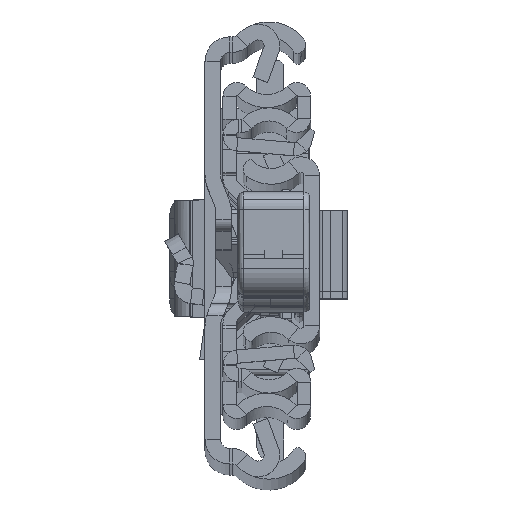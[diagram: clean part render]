
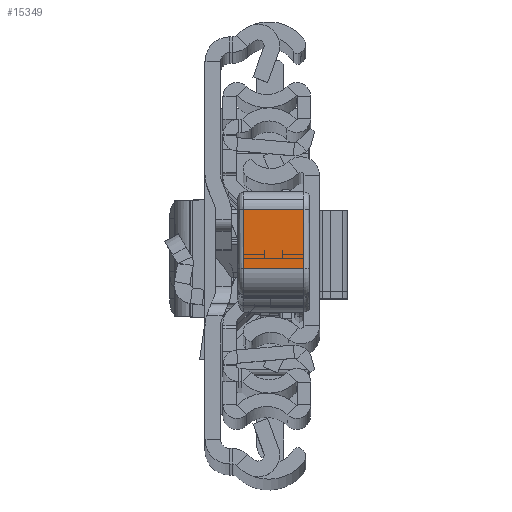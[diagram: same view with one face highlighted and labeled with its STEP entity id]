
A CAD part, top view. The second image highlights one B-rep face of the part: STEP entity #15349.
In plain terms, the highlighted face is planar.
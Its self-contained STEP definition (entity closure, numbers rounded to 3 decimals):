
#2149 = LINE ( 'NONE', #23118, #34485 ) ;
#3233 = ORIENTED_EDGE ( 'NONE', *, *, #20641, .F. ) ;
#3667 = CARTESIAN_POINT ( 'NONE',  ( 39.55, -12.274, -11. ) ) ;
#3801 = AXIS2_PLACEMENT_3D ( 'NONE', #30700, #36086, #4324 ) ;
#3874 = LINE ( 'NONE', #3667, #23507 ) ;
#4151 = EDGE_LOOP ( 'NONE', ( #3233, #21599, #23263, #12392 ) ) ;
#4324 = DIRECTION ( 'NONE',  ( -0.027, -1., 0. ) ) ;
#8239 = DIRECTION ( 'NONE',  ( 0., 0., -1. ) ) ;
#9902 = CARTESIAN_POINT ( 'NONE',  ( 39.818, -2.465, 0. ) ) ;
#10416 = EDGE_CURVE ( 'NONE', #28303, #36376, #2149, .T. ) ;
#11195 = DIRECTION ( 'NONE',  ( 0.027, 1., 0. ) ) ;
#12392 = ORIENTED_EDGE ( 'NONE', *, *, #10416, .F. ) ;
#15349 = ADVANCED_FACE ( 'NONE', ( #27630 ), #18351, .F. ) ;
#18351 = PLANE ( 'NONE',  #3801 ) ;
#18673 = EDGE_CURVE ( 'NONE', #26760, #28907, #19404, .T. ) ;
#19404 = LINE ( 'NONE', #25617, #29502 ) ;
#20641 = EDGE_CURVE ( 'NONE', #28907, #28303, #3874, .T. ) ;
#21599 = ORIENTED_EDGE ( 'NONE', *, *, #18673, .F. ) ;
#22848 = LINE ( 'NONE', #34605, #28135 ) ;
#23118 = CARTESIAN_POINT ( 'NONE',  ( 39.55, -12.274, 0. ) ) ;
#23263 = ORIENTED_EDGE ( 'NONE', *, *, #27583, .F. ) ;
#23507 = VECTOR ( 'NONE', #23912, 1000. ) ;
#23912 = DIRECTION ( 'NONE',  ( 0., 0., 1. ) ) ;
#25617 = CARTESIAN_POINT ( 'NONE',  ( 39.55, -12.274, -10. ) ) ;
#26552 = CARTESIAN_POINT ( 'NONE',  ( 39.55, -12.274, -10. ) ) ;
#26760 = VERTEX_POINT ( 'NONE', #37599 ) ;
#27583 = EDGE_CURVE ( 'NONE', #36376, #26760, #22848, .T. ) ;
#27630 = FACE_OUTER_BOUND ( 'NONE', #4151, .T. ) ;
#28135 = VECTOR ( 'NONE', #8239, 1000. ) ;
#28303 = VERTEX_POINT ( 'NONE', #32954 ) ;
#28907 = VERTEX_POINT ( 'NONE', #26552 ) ;
#29502 = VECTOR ( 'NONE', #34069, 1000. ) ;
#30700 = CARTESIAN_POINT ( 'NONE',  ( 39.55, -12.274, -11. ) ) ;
#32954 = CARTESIAN_POINT ( 'NONE',  ( 39.55, -12.274, 0. ) ) ;
#34069 = DIRECTION ( 'NONE',  ( -0.027, -1., 0. ) ) ;
#34485 = VECTOR ( 'NONE', #11195, 1000. ) ;
#34605 = CARTESIAN_POINT ( 'NONE',  ( 39.818, -2.465, -11. ) ) ;
#36086 = DIRECTION ( 'NONE',  ( -1., 0.027, 0. ) ) ;
#36376 = VERTEX_POINT ( 'NONE', #9902 ) ;
#37599 = CARTESIAN_POINT ( 'NONE',  ( 39.818, -2.465, -10. ) ) ;
